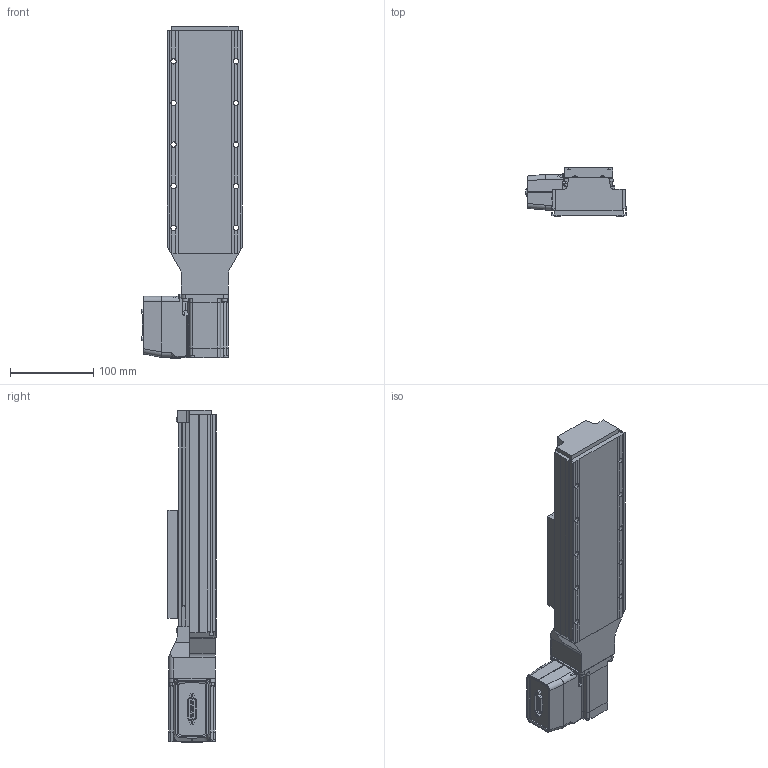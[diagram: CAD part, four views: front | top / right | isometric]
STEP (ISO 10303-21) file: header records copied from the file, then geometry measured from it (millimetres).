
FILE_DESCRIPTION (( 'STEP AP203' ), '1' );
FILE_NAME ('LRT0100xL-CT3A.step', '2023-05-25T20:43:15', ( '' ), ( '' ), 'SwSTEP 2.0', 'SolidWorks 2019', '' );
FILE_SCHEMA (( 'CONFIG_CONTROL_DESIGN' ));
Length unit declared in the file: millimetre
Products named in the file (4): LRT_motor^LRT_LRT-T3A; LRT0100xL-CT3A; LRT_carriage^LRT_LRT; LRT_base^LRT_LRT0100
Assembly tree (3 placements, depth 2):
  LRT0100xL-CT3A
    LRT_base^LRT_LRT0100
    LRT_motor^LRT_LRT-T3A
    LRT_carriage^LRT_LRT
Bounding box: 120.76 x 58 x 399 mm (x, y, z)
Volume: 1532404.7 mm3; surface area: 228460.1 mm2
Topology: 30 solids, 30 shells, 757 faces, 1947 edges, 1288 vertices
Faces by surface type: plane 457, cylinder 272, bspline 18, sphere 4, torus 4, cone 2
Entity records: 24430 total; most frequent: CARTESIAN_POINT 5363, DIRECTION 3873, ORIENTED_EDGE 3862, EDGE_CURVE 1931, AXIS2_PLACEMENT_3D 1295, LINE 1283, VECTOR 1283, VERTEX_POINT 1280
